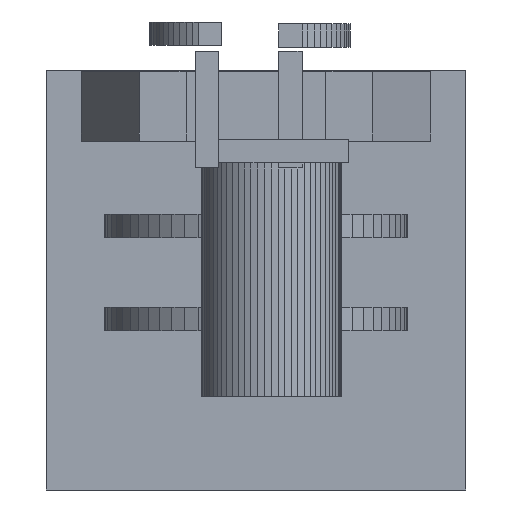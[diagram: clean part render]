
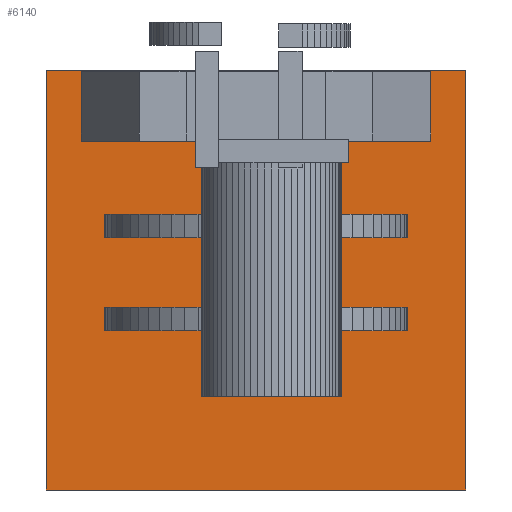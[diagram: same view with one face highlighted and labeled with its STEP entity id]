
A CAD part, left-side view. The second image highlights one B-rep face of the part: STEP entity #6140.
In plain terms, the highlighted planar face has unit normal (-1, 0, 0).
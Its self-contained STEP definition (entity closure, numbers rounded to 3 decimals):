
#30=FACE_OUTER_BOUND('',#347,.T.);
#347=EDGE_LOOP('',(#4008,#4009,#4010,#4011));
#674=LINE('',#8353,#1583);
#675=LINE('',#8357,#1584);
#676=LINE('',#8358,#1585);
#677=LINE('',#8359,#1586);
#1583=VECTOR('',#6806,1000.);
#1584=VECTOR('',#6809,1000.);
#1585=VECTOR('',#6810,1000.);
#1586=VECTOR('',#6811,1000.);
#2490=VERTEX_POINT('',#8347);
#2492=VERTEX_POINT('',#8351);
#2493=VERTEX_POINT('',#8355);
#2494=VERTEX_POINT('',#8356);
#3098=EDGE_CURVE('',#2490,#2492,#674,.T.);
#3099=EDGE_CURVE('',#2493,#2494,#675,.T.);
#3100=EDGE_CURVE('',#2490,#2493,#676,.T.);
#3101=EDGE_CURVE('',#2494,#2492,#677,.T.);
#4008=ORIENTED_EDGE('',*,*,#3099,.F.);
#4009=ORIENTED_EDGE('',*,*,#3100,.F.);
#4010=ORIENTED_EDGE('',*,*,#3098,.T.);
#4011=ORIENTED_EDGE('',*,*,#3101,.F.);
#5823=PLANE('',#6483);
#6140=ADVANCED_FACE('',(#30),#5823,.F.);
#6483=AXIS2_PLACEMENT_3D('',#8354,#6807,#6808);
#6806=DIRECTION('',(0.,1.,0.));
#6807=DIRECTION('center_axis',(1.,0.,0.));
#6808=DIRECTION('ref_axis',(0.,0.,-1.));
#6809=DIRECTION('',(0.,1.,0.));
#6810=DIRECTION('',(0.,0.,-1.));
#6811=DIRECTION('',(0.,0.,1.));
#8347=CARTESIAN_POINT('',(-36.166,-9.,7.476));
#8351=CARTESIAN_POINT('',(-36.166,9.,7.476));
#8353=CARTESIAN_POINT('',(-36.166,-9.,7.476));
#8354=CARTESIAN_POINT('Origin',(-36.166,0.,-1.524));
#8355=CARTESIAN_POINT('',(-36.166,-9.,-10.524));
#8356=CARTESIAN_POINT('',(-36.166,9.,-10.524));
#8357=CARTESIAN_POINT('',(-36.166,-9.,-10.524));
#8358=CARTESIAN_POINT('',(-36.166,-9.,7.476));
#8359=CARTESIAN_POINT('',(-36.166,9.,-10.524));
